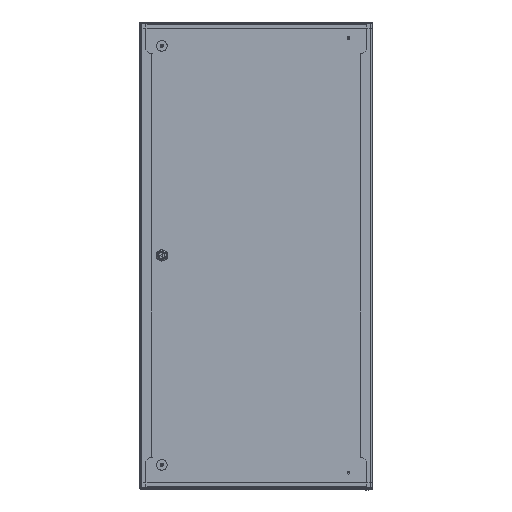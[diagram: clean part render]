
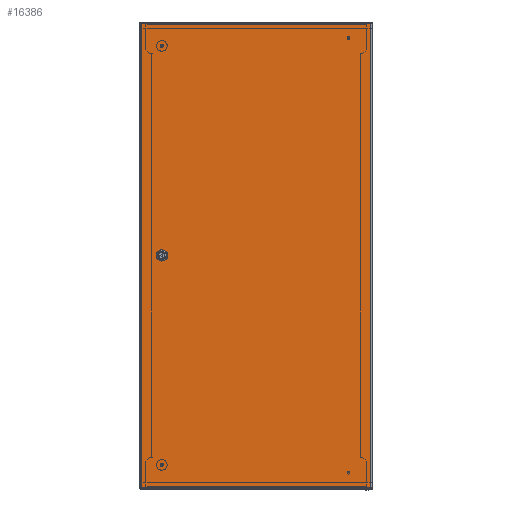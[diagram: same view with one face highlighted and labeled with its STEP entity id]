
A CAD part, top view. The second image highlights one B-rep face of the part: STEP entity #16386.
In plain terms, the highlighted face is planar.
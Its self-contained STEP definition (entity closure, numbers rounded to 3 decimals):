
#1695 = DIRECTION ( 'NONE',  ( 1., 0., 0. ) ) ;
#1853 = VERTEX_POINT ( 'NONE', #58791 ) ;
#1953 = LINE ( 'NONE', #26360, #51402 ) ;
#1961 = EDGE_CURVE ( 'NONE', #38507, #12907, #30265, .T. ) ;
#2233 = EDGE_CURVE ( 'NONE', #44069, #48326, #21417, .T. ) ;
#2513 = FACE_BOUND ( 'NONE', #13084, .T. ) ;
#3155 = DIRECTION ( 'NONE',  ( 0., 0., 1. ) ) ;
#3913 = LINE ( 'NONE', #41104, #64753 ) ;
#4287 = CARTESIAN_POINT ( 'NONE',  ( 247.137, -10.25, -1.4 ) ) ;
#5361 = EDGE_CURVE ( 'NONE', #1853, #40323, #50318, .T. ) ;
#6536 = DIRECTION ( 'NONE',  ( 0., 1., 0. ) ) ;
#7318 = CARTESIAN_POINT ( 'NONE',  ( 247.137, -10.25, -1.4 ) ) ;
#8280 = ORIENTED_EDGE ( 'NONE', *, *, #38879, .T. ) ;
#9212 = ORIENTED_EDGE ( 'NONE', *, *, #48713, .T. ) ;
#10200 = DIRECTION ( 'NONE',  ( 1., 0., 0. ) ) ;
#11605 = ORIENTED_EDGE ( 'NONE', *, *, #60450, .F. ) ;
#12907 = VERTEX_POINT ( 'NONE', #26948 ) ;
#13084 = EDGE_LOOP ( 'NONE', ( #49629, #9212, #38505, #8280, #73684, #29025, #50720, #42782 ) ) ;
#13947 = DIRECTION ( 'NONE',  ( 1., 0., 0. ) ) ;
#15782 = VECTOR ( 'NONE', #78045, 1000. ) ;
#16386 = ADVANCED_FACE ( 'NONE', ( #71123, #2513 ), #21121, .F. ) ;
#16555 = DIRECTION ( 'NONE',  ( -1., 0., 0. ) ) ;
#17214 = AXIS2_PLACEMENT_3D ( 'NONE', #64468, #72597, #10200 ) ;
#17365 = DIRECTION ( 'NONE',  ( 0., 0., 1. ) ) ;
#21121 = PLANE ( 'NONE',  #63165 ) ;
#21417 = LINE ( 'NONE', #22230, #15782 ) ;
#22230 = CARTESIAN_POINT ( 'NONE',  ( 294.4, 3591., -1.4 ) ) ;
#23592 = DIRECTION ( 'NONE',  ( -1., 0., 0. ) ) ;
#24762 = CARTESIAN_POINT ( 'NONE',  ( -294.4, -595.4, -1.4 ) ) ;
#25042 = CARTESIAN_POINT ( 'NONE',  ( 294.4, -595.4, -1.4 ) ) ;
#26360 = CARTESIAN_POINT ( 'NONE',  ( 252.75, 4.637, -1.4 ) ) ;
#26948 = CARTESIAN_POINT ( 'NONE',  ( 247.137, 10.25, -1.4 ) ) ;
#27714 = DIRECTION ( 'NONE',  ( 0., 0., 1. ) ) ;
#28087 = DIRECTION ( 'NONE',  ( 0., -1., 0. ) ) ;
#29025 = ORIENTED_EDGE ( 'NONE', *, *, #59720, .T. ) ;
#29685 = AXIS2_PLACEMENT_3D ( 'NONE', #72195, #3155, #13947 ) ;
#30265 = CIRCLE ( 'NONE', #61922, 11.25 ) ;
#30391 = VERTEX_POINT ( 'NONE', #24762 ) ;
#31156 = LINE ( 'NONE', #43154, #75674 ) ;
#31644 = ORIENTED_EDGE ( 'NONE', *, *, #2233, .T. ) ;
#32169 = VECTOR ( 'NONE', #32936, 1000. ) ;
#32175 = EDGE_CURVE ( 'NONE', #66936, #56883, #57333, .T. ) ;
#32924 = CARTESIAN_POINT ( 'NONE',  ( -294.4, 595.4, -1.4 ) ) ;
#32936 = DIRECTION ( 'NONE',  ( 1., 0., 0. ) ) ;
#32966 = EDGE_CURVE ( 'NONE', #44069, #78834, #53722, .T. ) ;
#34389 = CIRCLE ( 'NONE', #17214, 11.25 ) ;
#35732 = VECTOR ( 'NONE', #16555, 1000. ) ;
#37765 = DIRECTION ( 'NONE',  ( 1., 0., 0. ) ) ;
#38505 = ORIENTED_EDGE ( 'NONE', *, *, #5361, .T. ) ;
#38507 = VERTEX_POINT ( 'NONE', #40840 ) ;
#38879 = EDGE_CURVE ( 'NONE', #40323, #46464, #70538, .T. ) ;
#40323 = VERTEX_POINT ( 'NONE', #71471 ) ;
#40840 = CARTESIAN_POINT ( 'NONE',  ( 252.75, 4.637, -1.4 ) ) ;
#41104 = CARTESIAN_POINT ( 'NONE',  ( 2992.5, -595.4, -1.4 ) ) ;
#42782 = ORIENTED_EDGE ( 'NONE', *, *, #43702, .T. ) ;
#43154 = CARTESIAN_POINT ( 'NONE',  ( 232.25, 4.637, -1.4 ) ) ;
#43465 = ORIENTED_EDGE ( 'NONE', *, *, #32966, .F. ) ;
#43702 = EDGE_CURVE ( 'NONE', #12907, #66936, #74428, .T. ) ;
#44069 = VERTEX_POINT ( 'NONE', #79323 ) ;
#45229 = EDGE_LOOP ( 'NONE', ( #11605, #43465, #31644, #80650 ) ) ;
#46464 = VERTEX_POINT ( 'NONE', #4287 ) ;
#47747 = AXIS2_PLACEMENT_3D ( 'NONE', #55134, #74172, #37765 ) ;
#48326 = VERTEX_POINT ( 'NONE', #25042 ) ;
#48713 = EDGE_CURVE ( 'NONE', #56883, #1853, #31156, .T. ) ;
#49629 = ORIENTED_EDGE ( 'NONE', *, *, #32175, .T. ) ;
#50318 = CIRCLE ( 'NONE', #47747, 11.25 ) ;
#50720 = ORIENTED_EDGE ( 'NONE', *, *, #1961, .T. ) ;
#51402 = VECTOR ( 'NONE', #6536, 1000. ) ;
#53722 = LINE ( 'NONE', #80183, #35732 ) ;
#55134 = CARTESIAN_POINT ( 'NONE',  ( 242.5, 0., -1.4 ) ) ;
#56883 = VERTEX_POINT ( 'NONE', #74847 ) ;
#57333 = CIRCLE ( 'NONE', #29685, 11.25 ) ;
#58791 = CARTESIAN_POINT ( 'NONE',  ( 232.25, -4.637, -1.4 ) ) ;
#59720 = EDGE_CURVE ( 'NONE', #69440, #38507, #1953, .T. ) ;
#59895 = LINE ( 'NONE', #78529, #61991 ) ;
#60450 = EDGE_CURVE ( 'NONE', #78834, #30391, #59895, .T. ) ;
#61180 = EDGE_CURVE ( 'NONE', #48326, #30391, #3913, .T. ) ;
#61593 = CARTESIAN_POINT ( 'NONE',  ( 247.137, 10.25, -1.4 ) ) ;
#61922 = AXIS2_PLACEMENT_3D ( 'NONE', #69385, #17365, #68966 ) ;
#61991 = VECTOR ( 'NONE', #28087, 1000. ) ;
#63165 = AXIS2_PLACEMENT_3D ( 'NONE', #64939, #27714, #1695 ) ;
#63288 = CARTESIAN_POINT ( 'NONE',  ( 237.863, 10.25, -1.4 ) ) ;
#64468 = CARTESIAN_POINT ( 'NONE',  ( 242.5, 0., -1.4 ) ) ;
#64753 = VECTOR ( 'NONE', #66334, 1000. ) ;
#64939 = CARTESIAN_POINT ( 'NONE',  ( 0., 0., -1.4 ) ) ;
#66334 = DIRECTION ( 'NONE',  ( -1., 0., 0. ) ) ;
#66936 = VERTEX_POINT ( 'NONE', #63288 ) ;
#68966 = DIRECTION ( 'NONE',  ( 1., 0., 0. ) ) ;
#69177 = DIRECTION ( 'NONE',  ( 0., -1., 0. ) ) ;
#69385 = CARTESIAN_POINT ( 'NONE',  ( 242.5, 0., -1.4 ) ) ;
#69440 = VERTEX_POINT ( 'NONE', #70039 ) ;
#70039 = CARTESIAN_POINT ( 'NONE',  ( 252.75, -4.637, -1.4 ) ) ;
#70312 = EDGE_CURVE ( 'NONE', #46464, #69440, #34389, .T. ) ;
#70538 = LINE ( 'NONE', #7318, #32169 ) ;
#71123 = FACE_OUTER_BOUND ( 'NONE', #45229, .T. ) ;
#71471 = CARTESIAN_POINT ( 'NONE',  ( 237.863, -10.25, -1.4 ) ) ;
#72195 = CARTESIAN_POINT ( 'NONE',  ( 242.5, 0., -1.4 ) ) ;
#72597 = DIRECTION ( 'NONE',  ( 0., 0., 1. ) ) ;
#73684 = ORIENTED_EDGE ( 'NONE', *, *, #70312, .T. ) ;
#74172 = DIRECTION ( 'NONE',  ( 0., 0., 1. ) ) ;
#74428 = LINE ( 'NONE', #61593, #77410 ) ;
#74847 = CARTESIAN_POINT ( 'NONE',  ( 232.25, 4.637, -1.4 ) ) ;
#75674 = VECTOR ( 'NONE', #69177, 1000. ) ;
#77410 = VECTOR ( 'NONE', #23592, 1000. ) ;
#78045 = DIRECTION ( 'NONE',  ( 0., -1., 0. ) ) ;
#78529 = CARTESIAN_POINT ( 'NONE',  ( -294.4, 3591., -1.4 ) ) ;
#78834 = VERTEX_POINT ( 'NONE', #32924 ) ;
#79323 = CARTESIAN_POINT ( 'NONE',  ( 294.4, 595.4, -1.4 ) ) ;
#80183 = CARTESIAN_POINT ( 'NONE',  ( 2992.5, 595.4, -1.4 ) ) ;
#80650 = ORIENTED_EDGE ( 'NONE', *, *, #61180, .T. ) ;
